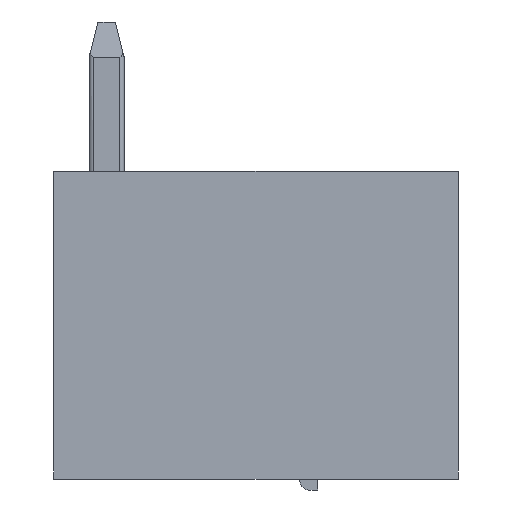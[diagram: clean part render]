
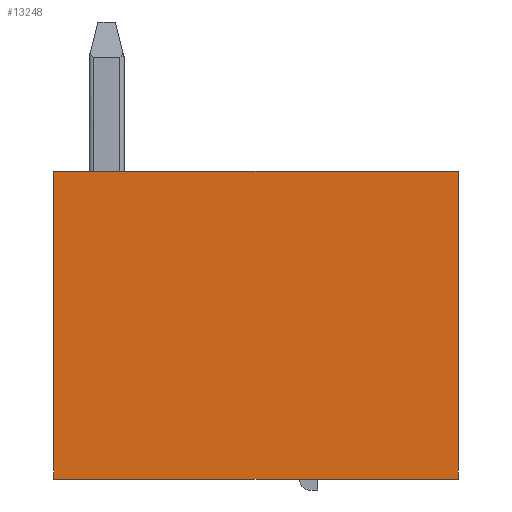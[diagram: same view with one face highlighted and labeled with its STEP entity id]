
A CAD part, front view. The second image highlights one B-rep face of the part: STEP entity #13248.
In plain terms, the highlighted planar face has unit normal (0, -1, 0).
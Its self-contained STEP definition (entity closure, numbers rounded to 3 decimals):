
#74=DIRECTION('',(0.,0.,1.));
#75=VECTOR('',#74,7.);
#76=CARTESIAN_POINT('',(0.,-4.51,-7.));
#77=LINE('',#76,#75);
#610=DIRECTION('',(0.,0.,1.));
#611=VECTOR('',#610,7.);
#612=CARTESIAN_POINT('',(9.2,-4.51,-7.));
#613=LINE('',#612,#611);
#4205=DIRECTION('',(-1.,0.,0.));
#4206=VECTOR('',#4205,9.2);
#4207=CARTESIAN_POINT('',(9.2,-4.51,0.));
#4208=LINE('',#4207,#4206);
#4562=DIRECTION('',(-1.,0.,0.));
#4563=VECTOR('',#4562,9.2);
#4564=CARTESIAN_POINT('',(9.2,-4.51,-7.));
#4565=LINE('',#4564,#4563);
#6425=CARTESIAN_POINT('',(9.2,-4.51,-7.));
#6426=CARTESIAN_POINT('',(9.2,-4.51,0.));
#6427=VERTEX_POINT('',#6425);
#6428=VERTEX_POINT('',#6426);
#6433=CARTESIAN_POINT('',(0.,-4.51,-7.));
#6434=CARTESIAN_POINT('',(0.,-4.51,0.));
#6435=VERTEX_POINT('',#6433);
#6436=VERTEX_POINT('',#6434);
#13237=CARTESIAN_POINT('',(9.2,-4.51,-7.));
#13238=DIRECTION('',(0.,1.,0.));
#13239=DIRECTION('',(0.,0.,1.));
#13240=AXIS2_PLACEMENT_3D('',#13237,#13238,#13239);
#13241=PLANE('',#13240);
#13242=ORIENTED_EDGE('',*,*,#7367,.F.);
#13243=ORIENTED_EDGE('',*,*,#7195,.T.);
#13244=ORIENTED_EDGE('',*,*,#7232,.T.);
#13245=ORIENTED_EDGE('',*,*,#13035,.F.);
#13246=EDGE_LOOP('',(#13242,#13243,#13244,#13245));
#13247=FACE_OUTER_BOUND('',#13246,.F.);
#13248=ADVANCED_FACE('',(#13247),#13241,.F.);
#7195=EDGE_CURVE('',#6427,#6435,#4565,.T.);
#7232=EDGE_CURVE('',#6435,#6436,#77,.T.);
#7367=EDGE_CURVE('',#6427,#6428,#613,.T.);
#13035=EDGE_CURVE('',#6428,#6436,#4208,.T.);
